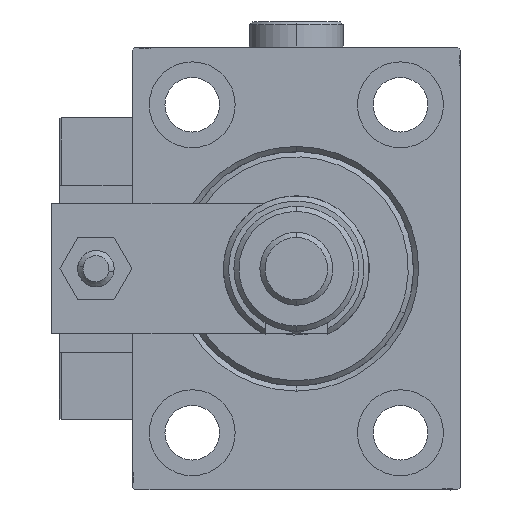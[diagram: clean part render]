
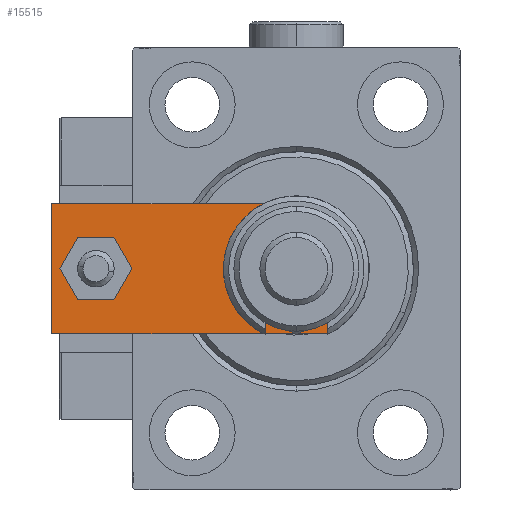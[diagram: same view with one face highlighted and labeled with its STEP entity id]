
A CAD part, left-side view. The second image highlights one B-rep face of the part: STEP entity #15515.
In plain terms, the highlighted face is planar.
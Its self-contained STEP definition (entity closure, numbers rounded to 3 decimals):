
#106 = VERTEX_POINT ( 'NONE', #15716 ) ;
#893 = LINE ( 'NONE', #1700, #12167 ) ;
#1700 = CARTESIAN_POINT ( 'NONE',  ( 12.5, 60., 6. ) ) ;
#4091 = DIRECTION ( 'NONE',  ( 1., 0., 0. ) ) ;
#5262 = FACE_OUTER_BOUND ( 'NONE', #41519, .T. ) ;
#5746 = CARTESIAN_POINT ( 'NONE',  ( 0., 51.5, 6. ) ) ;
#6798 = ORIENTED_EDGE ( 'NONE', *, *, #10371, .F. ) ;
#7265 = EDGE_CURVE ( 'NONE', #43291, #106, #7773, .T. ) ;
#7773 = LINE ( 'NONE', #8850, #15535 ) ;
#8756 = VERTEX_POINT ( 'NONE', #19032 ) ;
#8850 = CARTESIAN_POINT ( 'NONE',  ( -2.75, -2.75, 6. ) ) ;
#9631 = LINE ( 'NONE', #33825, #23010 ) ;
#10023 = ORIENTED_EDGE ( 'NONE', *, *, #42001, .F. ) ;
#10199 = DIRECTION ( 'NONE',  ( 0., 0., 1. ) ) ;
#10371 = EDGE_CURVE ( 'NONE', #12114, #8756, #54331, .T. ) ;
#10660 = VERTEX_POINT ( 'NONE', #45226 ) ;
#11026 = CARTESIAN_POINT ( 'NONE',  ( 5.5, 0., 6. ) ) ;
#11116 = EDGE_CURVE ( 'NONE', #34700, #20564, #893, .T. ) ;
#12114 = VERTEX_POINT ( 'NONE', #53089 ) ;
#12167 = VECTOR ( 'NONE', #13784, 1000. ) ;
#12348 = EDGE_CURVE ( 'NONE', #106, #13042, #37134, .T. ) ;
#12487 = ORIENTED_EDGE ( 'NONE', *, *, #21711, .T. ) ;
#12597 = EDGE_CURVE ( 'NONE', #13042, #40336, #15340, .T. ) ;
#12699 = DIRECTION ( 'NONE',  ( 0.707, -0.707, 0. ) ) ;
#12867 = CARTESIAN_POINT ( 'NONE',  ( 0., 13., 6. ) ) ;
#13042 = VERTEX_POINT ( 'NONE', #11026 ) ;
#13784 = DIRECTION ( 'NONE',  ( -1., 0., 0. ) ) ;
#13946 = CARTESIAN_POINT ( 'NONE',  ( -12.5, 7., 6. ) ) ;
#14314 = FACE_BOUND ( 'NONE', #31924, .T. ) ;
#15197 = ORIENTED_EDGE ( 'NONE', *, *, #16685, .F. ) ;
#15340 = LINE ( 'NONE', #41453, #50881 ) ;
#15409 = CIRCLE ( 'NONE', #53193, 8.25 ) ;
#15515 = ADVANCED_FACE ( 'NONE', ( #47069, #5262, #14314 ), #30840, .T. ) ;
#15535 = VECTOR ( 'NONE', #12699, 1000. ) ;
#15716 = CARTESIAN_POINT ( 'NONE',  ( -5.5, 0., 6. ) ) ;
#16209 = DIRECTION ( 'NONE',  ( 1., 0., 0. ) ) ;
#16400 = DIRECTION ( 'NONE',  ( 1., 0., 0. ) ) ;
#16685 = EDGE_CURVE ( 'NONE', #10660, #45991, #31721, .T. ) ;
#17179 = ORIENTED_EDGE ( 'NONE', *, *, #11116, .T. ) ;
#17841 = DIRECTION ( 'NONE',  ( 1., 0., 0. ) ) ;
#19032 = CARTESIAN_POINT ( 'NONE',  ( -8.25, 13., 6. ) ) ;
#19618 = CARTESIAN_POINT ( 'NONE',  ( 12.5, 0., 6. ) ) ;
#20564 = VERTEX_POINT ( 'NONE', #45936 ) ;
#21399 = DIRECTION ( 'NONE',  ( 0., 0., 1. ) ) ;
#21711 = EDGE_CURVE ( 'NONE', #20564, #43291, #9631, .T. ) ;
#23010 = VECTOR ( 'NONE', #43174, 1000. ) ;
#24204 = CARTESIAN_POINT ( 'NONE',  ( -12.5, 0., 6. ) ) ;
#26051 = CARTESIAN_POINT ( 'NONE',  ( 12.5, 60., 6. ) ) ;
#27365 = AXIS2_PLACEMENT_3D ( 'NONE', #5746, #30506, #17841 ) ;
#27453 = ORIENTED_EDGE ( 'NONE', *, *, #12597, .T. ) ;
#28420 = ORIENTED_EDGE ( 'NONE', *, *, #7265, .T. ) ;
#29952 = AXIS2_PLACEMENT_3D ( 'NONE', #47618, #10199, #42383 ) ;
#30506 = DIRECTION ( 'NONE',  ( 0., 0., 1. ) ) ;
#30840 = PLANE ( 'NONE',  #29952 ) ;
#31721 = CIRCLE ( 'NONE', #27365, 4. ) ;
#31924 = EDGE_LOOP ( 'NONE', ( #51434, #6798 ) ) ;
#33825 = CARTESIAN_POINT ( 'NONE',  ( -12.5, 60., 6. ) ) ;
#34700 = VERTEX_POINT ( 'NONE', #26051 ) ;
#36787 = VECTOR ( 'NONE', #16209, 1000. ) ;
#37073 = DIRECTION ( 'NONE',  ( 0.707, 0.707, 0. ) ) ;
#37134 = LINE ( 'NONE', #24204, #36787 ) ;
#38405 = ORIENTED_EDGE ( 'NONE', *, *, #12348, .T. ) ;
#39793 = EDGE_CURVE ( 'NONE', #8756, #12114, #15409, .T. ) ;
#40336 = VERTEX_POINT ( 'NONE', #45407 ) ;
#41082 = VECTOR ( 'NONE', #52646, 1000. ) ;
#41129 = AXIS2_PLACEMENT_3D ( 'NONE', #53823, #45562, #16400 ) ;
#41453 = CARTESIAN_POINT ( 'NONE',  ( 2.75, -2.75, 6. ) ) ;
#41519 = EDGE_LOOP ( 'NONE', ( #12487, #28420, #38405, #27453, #52509, #17179 ) ) ;
#42001 = EDGE_CURVE ( 'NONE', #45991, #10660, #48885, .T. ) ;
#42383 = DIRECTION ( 'NONE',  ( 1., 0., 0. ) ) ;
#42695 = AXIS2_PLACEMENT_3D ( 'NONE', #46206, #50879, #46476 ) ;
#43174 = DIRECTION ( 'NONE',  ( 0., -1., 0. ) ) ;
#43291 = VERTEX_POINT ( 'NONE', #13946 ) ;
#43589 = EDGE_LOOP ( 'NONE', ( #15197, #10023 ) ) ;
#44873 = EDGE_CURVE ( 'NONE', #40336, #34700, #48790, .T. ) ;
#45226 = CARTESIAN_POINT ( 'NONE',  ( -4., 51.5, 6. ) ) ;
#45407 = CARTESIAN_POINT ( 'NONE',  ( 12.5, 7., 6. ) ) ;
#45562 = DIRECTION ( 'NONE',  ( 0., 0., 1. ) ) ;
#45936 = CARTESIAN_POINT ( 'NONE',  ( -12.5, 60., 6. ) ) ;
#45991 = VERTEX_POINT ( 'NONE', #52865 ) ;
#46206 = CARTESIAN_POINT ( 'NONE',  ( 0., 51.5, 6. ) ) ;
#46476 = DIRECTION ( 'NONE',  ( 1., 0., 0. ) ) ;
#47069 = FACE_BOUND ( 'NONE', #43589, .T. ) ;
#47618 = CARTESIAN_POINT ( 'NONE',  ( 0., 0., 6. ) ) ;
#48790 = LINE ( 'NONE', #19618, #41082 ) ;
#48885 = CIRCLE ( 'NONE', #42695, 4. ) ;
#50879 = DIRECTION ( 'NONE',  ( 0., 0., 1. ) ) ;
#50881 = VECTOR ( 'NONE', #37073, 1000. ) ;
#51434 = ORIENTED_EDGE ( 'NONE', *, *, #39793, .F. ) ;
#52509 = ORIENTED_EDGE ( 'NONE', *, *, #44873, .T. ) ;
#52646 = DIRECTION ( 'NONE',  ( 0., 1., 0. ) ) ;
#52865 = CARTESIAN_POINT ( 'NONE',  ( 4., 51.5, 6. ) ) ;
#53089 = CARTESIAN_POINT ( 'NONE',  ( 8.25, 13., 6. ) ) ;
#53193 = AXIS2_PLACEMENT_3D ( 'NONE', #12867, #21399, #4091 ) ;
#53823 = CARTESIAN_POINT ( 'NONE',  ( 0., 13., 6. ) ) ;
#54331 = CIRCLE ( 'NONE', #41129, 8.25 ) ;
